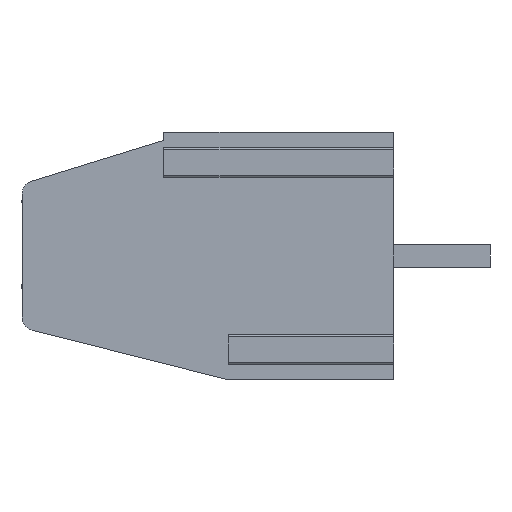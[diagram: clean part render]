
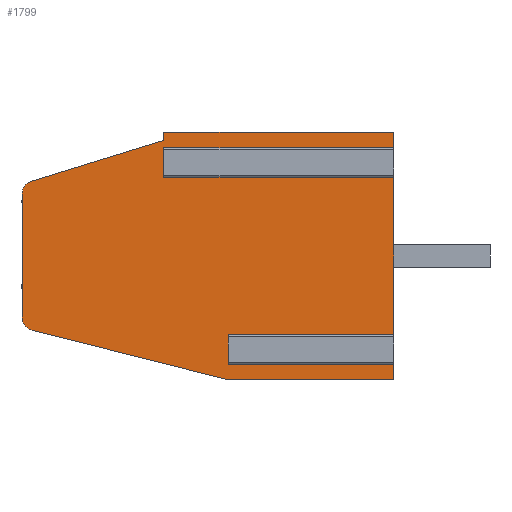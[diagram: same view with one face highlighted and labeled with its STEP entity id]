
A CAD part, left-side view. The second image highlights one B-rep face of the part: STEP entity #1799.
In plain terms, the highlighted planar face has unit normal (-1, 0, 0).
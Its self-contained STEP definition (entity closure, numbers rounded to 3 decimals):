
#1799=ADVANCED_FACE('',(#3039),#21826,.T.);
#3039=FACE_OUTER_BOUND('',#4397,.T.);
#4397=EDGE_LOOP('',(#11122,#11123,#11124,#11125,#11126,#11127,#11128,#11129,
#11130,#11131,#11132,#11133,#11134,#11135,#11136,#11137,#11138));
#11122=ORIENTED_EDGE('',*,*,#14744,.F.);
#11123=ORIENTED_EDGE('',*,*,#14746,.T.);
#11124=ORIENTED_EDGE('',*,*,#14680,.T.);
#11125=ORIENTED_EDGE('',*,*,#14747,.T.);
#11126=ORIENTED_EDGE('',*,*,#14743,.F.);
#11127=ORIENTED_EDGE('',*,*,#14748,.T.);
#11128=ORIENTED_EDGE('',*,*,#14749,.T.);
#11129=ORIENTED_EDGE('',*,*,#14698,.T.);
#11130=ORIENTED_EDGE('',*,*,#14702,.T.);
#11131=ORIENTED_EDGE('',*,*,#14721,.T.);
#11132=ORIENTED_EDGE('',*,*,#14725,.T.);
#11133=ORIENTED_EDGE('',*,*,#14728,.T.);
#11134=ORIENTED_EDGE('',*,*,#14742,.T.);
#11135=ORIENTED_EDGE('',*,*,#14745,.F.);
#11136=ORIENTED_EDGE('',*,*,#14750,.T.);
#11137=ORIENTED_EDGE('',*,*,#14740,.T.);
#11138=ORIENTED_EDGE('',*,*,#14751,.T.);
#14680=EDGE_CURVE('',#20607,#20608,#18250,.T.);
#14698=EDGE_CURVE('',#20623,#20624,#18264,.T.);
#14702=EDGE_CURVE('',#20624,#20626,#15463,.T.);
#14721=EDGE_CURVE('',#20626,#20643,#18279,.T.);
#14725=EDGE_CURVE('',#20643,#20646,#15472,.T.);
#14728=EDGE_CURVE('',#20646,#20647,#18283,.T.);
#14740=EDGE_CURVE('',#20657,#20658,#18293,.T.);
#14742=EDGE_CURVE('',#20647,#20659,#18294,.T.);
#14743=EDGE_CURVE('',#20660,#20661,#18295,.T.);
#14744=EDGE_CURVE('',#20662,#20663,#18296,.T.);
#14745=EDGE_CURVE('',#20664,#20659,#18297,.T.);
#14746=EDGE_CURVE('',#20662,#20607,#18298,.T.);
#14747=EDGE_CURVE('',#20608,#20661,#18299,.T.);
#14748=EDGE_CURVE('',#20660,#20665,#18300,.T.);
#14749=EDGE_CURVE('',#20665,#20623,#18301,.T.);
#14750=EDGE_CURVE('',#20664,#20657,#18302,.T.);
#14751=EDGE_CURVE('',#20658,#20663,#18303,.T.);
#15463=(
BOUNDED_CURVE()
B_SPLINE_CURVE(2,(#53319,#53320,#53321),.UNSPECIFIED.,.F.,.F.)
B_SPLINE_CURVE_WITH_KNOTS((3,3),(-0.635,0.),.UNSPECIFIED.)
CURVE()
GEOMETRIC_REPRESENTATION_ITEM()
RATIONAL_B_SPLINE_CURVE((1.,0.805,1.))
REPRESENTATION_ITEM('')
);
#15472=(
BOUNDED_CURVE()
B_SPLINE_CURVE(2,(#53378,#53379,#53380),.UNSPECIFIED.,.F.,.F.)
B_SPLINE_CURVE_WITH_KNOTS((3,3),(-0.661,0.),.UNSPECIFIED.)
CURVE()
GEOMETRIC_REPRESENTATION_ITEM()
RATIONAL_B_SPLINE_CURVE((1.,0.789,1.))
REPRESENTATION_ITEM('')
);
#18250=B_SPLINE_CURVE_WITH_KNOTS('',1,(#53263,#53264),.UNSPECIFIED.,.F.,
 .F.,(2,2),(-0.738,0.),.UNSPECIFIED.);
#18264=B_SPLINE_CURVE_WITH_KNOTS('',1,(#53311,#53312),.UNSPECIFIED.,.F.,
 .F.,(2,2),(0.,5.022),.UNSPECIFIED.);
#18279=B_SPLINE_CURVE_WITH_KNOTS('',1,(#53367,#53368),.UNSPECIFIED.,.F.,
 .F.,(2,2),(-4.45,0.),.UNSPECIFIED.);
#18283=B_SPLINE_CURVE_WITH_KNOTS('',1,(#53386,#53387),.UNSPECIFIED.,.F.,
 .F.,(2,2),(0.,7.347),.UNSPECIFIED.);
#18293=B_SPLINE_CURVE_WITH_KNOTS('',1,(#53416,#53417),.UNSPECIFIED.,.F.,
 .F.,(2,2),(-0.738,0.),.UNSPECIFIED.);
#18294=B_SPLINE_CURVE_WITH_KNOTS('',1,(#53423,#53424),.UNSPECIFIED.,.F.,
 .F.,(2,2),(0.,6.),.UNSPECIFIED.);
#18295=B_SPLINE_CURVE_WITH_KNOTS('',1,(#53425,#53426),.UNSPECIFIED.,.F.,
 .F.,(2,2),(-0.731,0.),.UNSPECIFIED.);
#18296=B_SPLINE_CURVE_WITH_KNOTS('',1,(#53427,#53428),.UNSPECIFIED.,.F.,
 .F.,(2,2),(-6.062,0.),.UNSPECIFIED.);
#18297=B_SPLINE_CURVE_WITH_KNOTS('',1,(#53429,#53430),.UNSPECIFIED.,.F.,
 .F.,(2,2),(-0.731,0.),.UNSPECIFIED.);
#18298=B_SPLINE_CURVE_WITH_KNOTS('',1,(#53431,#53432),.UNSPECIFIED.,.F.,
 .F.,(2,2),(-8.35,0.),.UNSPECIFIED.);
#18299=B_SPLINE_CURVE_WITH_KNOTS('',1,(#53433,#53434),.UNSPECIFIED.,.F.,
 .F.,(2,2),(0.,8.35),.UNSPECIFIED.);
#18300=B_SPLINE_CURVE_WITH_KNOTS('',1,(#53435,#53436),.UNSPECIFIED.,.F.,
 .F.,(2,2),(-8.35,0.),.UNSPECIFIED.);
#18301=B_SPLINE_CURVE_WITH_KNOTS('',1,(#53437,#53438),.UNSPECIFIED.,.F.,
 .F.,(2,2),(0.,0.3),.UNSPECIFIED.);
#18302=B_SPLINE_CURVE_WITH_KNOTS('',1,(#53439,#53440),.UNSPECIFIED.,.F.,
 .F.,(2,2),(-6.,0.),.UNSPECIFIED.);
#18303=B_SPLINE_CURVE_WITH_KNOTS('',1,(#53441,#53442),.UNSPECIFIED.,.F.,
 .F.,(2,2),(0.,6.),.UNSPECIFIED.);
#20607=VERTEX_POINT('',#53177);
#20608=VERTEX_POINT('',#53178);
#20623=VERTEX_POINT('',#53193);
#20624=VERTEX_POINT('',#53194);
#20626=VERTEX_POINT('',#53196);
#20643=VERTEX_POINT('',#53213);
#20646=VERTEX_POINT('',#53216);
#20647=VERTEX_POINT('',#53217);
#20657=VERTEX_POINT('',#53227);
#20658=VERTEX_POINT('',#53228);
#20659=VERTEX_POINT('',#53229);
#20660=VERTEX_POINT('',#53230);
#20661=VERTEX_POINT('',#53231);
#20662=VERTEX_POINT('',#53232);
#20663=VERTEX_POINT('',#53233);
#20664=VERTEX_POINT('',#53234);
#20665=VERTEX_POINT('',#53235);
#21826=PLANE('',#22582);
#22582=AXIS2_PLACEMENT_3D('',#52968,#23321,$);
#23321=DIRECTION('',(-1.,0.,0.));
#52968=CARTESIAN_POINT('',(-2.54,-1.351,-5.401));
#53177=CARTESIAN_POINT('',(-2.54,8.35,3.031));
#53178=CARTESIAN_POINT('',(-2.54,8.35,3.769));
#53193=CARTESIAN_POINT('',(-2.54,8.35,4.2));
#53194=CARTESIAN_POINT('',(-2.54,13.148,2.715));
#53196=CARTESIAN_POINT('',(-2.54,13.5,2.237));
#53213=CARTESIAN_POINT('',(-2.54,13.5,-2.213));
#53216=CARTESIAN_POINT('',(-2.54,13.123,-2.698));
#53217=CARTESIAN_POINT('',(-2.54,6.,-4.5));
#53227=CARTESIAN_POINT('',(-2.54,6.,-3.769));
#53228=CARTESIAN_POINT('',(-2.54,6.,-3.031));
#53229=CARTESIAN_POINT('',(-2.54,0.,-4.5));
#53230=CARTESIAN_POINT('',(-2.54,0.,4.5));
#53231=CARTESIAN_POINT('',(-2.54,0.,3.769));
#53232=CARTESIAN_POINT('',(-2.54,0.,3.031));
#53233=CARTESIAN_POINT('',(-2.54,0.,-3.031));
#53234=CARTESIAN_POINT('',(-2.54,0.,-3.769));
#53235=CARTESIAN_POINT('',(-2.54,8.35,4.5));
#53263=CARTESIAN_POINT('',(-2.54,8.35,3.031));
#53264=CARTESIAN_POINT('',(-2.54,8.35,3.769));
#53311=CARTESIAN_POINT('',(-2.54,8.35,4.2));
#53312=CARTESIAN_POINT('',(-2.54,13.148,2.715));
#53319=CARTESIAN_POINT('',(-2.54,13.148,2.715));
#53320=CARTESIAN_POINT('',(-2.54,13.5,2.606));
#53321=CARTESIAN_POINT('',(-2.54,13.5,2.237));
#53367=CARTESIAN_POINT('',(-2.54,13.5,2.237));
#53368=CARTESIAN_POINT('',(-2.54,13.5,-2.213));
#53378=CARTESIAN_POINT('',(-2.54,13.5,-2.213));
#53379=CARTESIAN_POINT('',(-2.54,13.5,-2.602));
#53380=CARTESIAN_POINT('',(-2.54,13.123,-2.698));
#53386=CARTESIAN_POINT('',(-2.54,13.123,-2.698));
#53387=CARTESIAN_POINT('',(-2.54,6.,-4.5));
#53416=CARTESIAN_POINT('',(-2.54,6.,-3.769));
#53417=CARTESIAN_POINT('',(-2.54,6.,-3.031));
#53423=CARTESIAN_POINT('',(-2.54,6.,-4.5));
#53424=CARTESIAN_POINT('',(-2.54,0.,-4.5));
#53425=CARTESIAN_POINT('',(-2.54,0.,4.5));
#53426=CARTESIAN_POINT('',(-2.54,0.,3.769));
#53427=CARTESIAN_POINT('',(-2.54,0.,3.031));
#53428=CARTESIAN_POINT('',(-2.54,0.,-3.031));
#53429=CARTESIAN_POINT('',(-2.54,0.,-3.769));
#53430=CARTESIAN_POINT('',(-2.54,0.,-4.5));
#53431=CARTESIAN_POINT('',(-2.54,0.,3.031));
#53432=CARTESIAN_POINT('',(-2.54,8.35,3.031));
#53433=CARTESIAN_POINT('',(-2.54,8.35,3.769));
#53434=CARTESIAN_POINT('',(-2.54,0.,3.769));
#53435=CARTESIAN_POINT('',(-2.54,0.,4.5));
#53436=CARTESIAN_POINT('',(-2.54,8.35,4.5));
#53437=CARTESIAN_POINT('',(-2.54,8.35,4.5));
#53438=CARTESIAN_POINT('',(-2.54,8.35,4.2));
#53439=CARTESIAN_POINT('',(-2.54,0.,-3.769));
#53440=CARTESIAN_POINT('',(-2.54,6.,-3.769));
#53441=CARTESIAN_POINT('',(-2.54,6.,-3.031));
#53442=CARTESIAN_POINT('',(-2.54,0.,-3.031));
